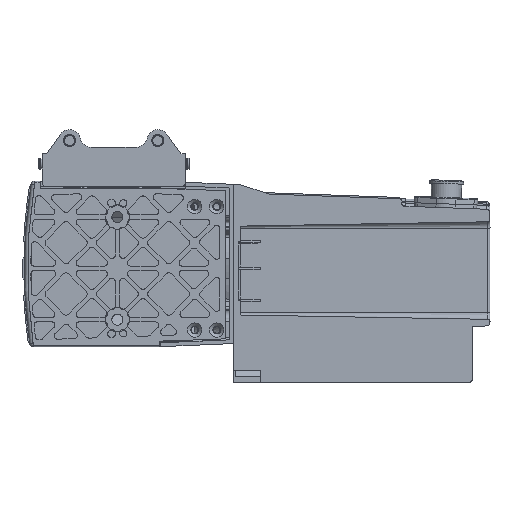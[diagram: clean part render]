
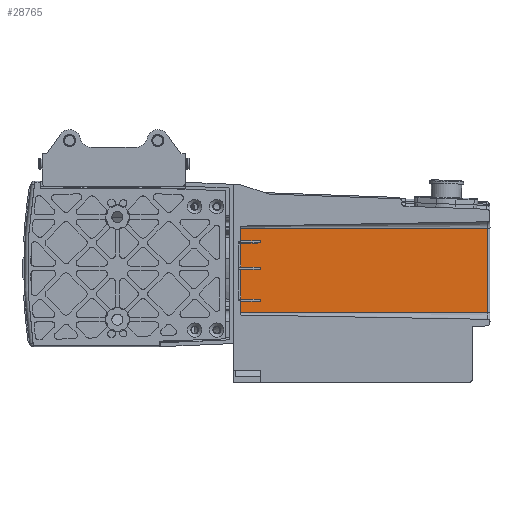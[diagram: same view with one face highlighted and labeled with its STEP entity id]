
A CAD part, front view. The second image highlights one B-rep face of the part: STEP entity #28765.
In plain terms, the highlighted planar face has unit normal (0.018, -1, 0).
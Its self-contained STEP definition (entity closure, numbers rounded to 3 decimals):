
#1510=PLANE('',#32148);
#3039=FACE_OUTER_BOUND('',#4802,.T.);
#4802=EDGE_LOOP('',(#25705,#25706,#25707,#25708,#25709,#25710,#25711,#25712,
#25713,#25714,#25715,#25716,#25717,#25718,#25719,#25720));
#6751=LINE('',#71901,#8872);
#6753=LINE('',#71910,#8874);
#6757=LINE('',#71918,#8878);
#6764=LINE('',#71932,#8885);
#6766=LINE('',#71935,#8887);
#6767=LINE('',#71938,#8888);
#6772=LINE('',#71949,#8893);
#6776=LINE('',#71956,#8897);
#6777=LINE('',#71959,#8898);
#6781=LINE('',#71967,#8902);
#6786=LINE('',#71976,#8907);
#6787=LINE('',#71978,#8908);
#6788=LINE('',#71980,#8909);
#6789=LINE('',#71982,#8910);
#6790=LINE('',#71983,#8911);
#6791=LINE('',#71984,#8912);
#8872=VECTOR('',#40465,1000.);
#8874=VECTOR('',#40473,10.);
#8878=VECTOR('',#40479,1000.);
#8885=VECTOR('',#40488,1000.);
#8887=VECTOR('',#40492,10.);
#8888=VECTOR('',#40495,10.);
#8893=VECTOR('',#40502,1000.);
#8897=VECTOR('',#40508,10.);
#8898=VECTOR('',#40511,10.);
#8902=VECTOR('',#40517,1000.);
#8907=VECTOR('',#40524,10.);
#8908=VECTOR('',#40527,1000.);
#8909=VECTOR('',#40528,1000.);
#8910=VECTOR('',#40529,1000.);
#8911=VECTOR('',#40530,1000.);
#8912=VECTOR('',#40531,1000.);
#13551=VERTEX_POINT('',#71899);
#13552=VERTEX_POINT('',#71900);
#13555=VERTEX_POINT('',#71908);
#13556=VERTEX_POINT('',#71909);
#13559=VERTEX_POINT('',#71917);
#13562=VERTEX_POINT('',#71925);
#13565=VERTEX_POINT('',#71930);
#13566=VERTEX_POINT('',#71937);
#13570=VERTEX_POINT('',#71946);
#13571=VERTEX_POINT('',#71948);
#13573=VERTEX_POINT('',#71954);
#13574=VERTEX_POINT('',#71958);
#13577=VERTEX_POINT('',#71966);
#13580=VERTEX_POINT('',#71974);
#13581=VERTEX_POINT('',#71979);
#13582=VERTEX_POINT('',#71981);
#17662=EDGE_CURVE('',#13551,#13552,#6751,.T.);
#17666=EDGE_CURVE('',#13555,#13556,#6753,.T.);
#17670=EDGE_CURVE('',#13556,#13559,#6757,.T.);
#17677=EDGE_CURVE('',#13565,#13562,#6764,.T.);
#17679=EDGE_CURVE('',#13559,#13565,#6766,.T.);
#17680=EDGE_CURVE('',#13562,#13566,#6767,.T.);
#17685=EDGE_CURVE('',#13570,#13571,#6772,.T.);
#17689=EDGE_CURVE('',#13573,#13570,#6776,.T.);
#17690=EDGE_CURVE('',#13571,#13574,#6777,.T.);
#17694=EDGE_CURVE('',#13574,#13577,#6781,.T.);
#17699=EDGE_CURVE('',#13577,#13580,#6786,.T.);
#17700=EDGE_CURVE('',#13552,#13555,#6787,.T.);
#17701=EDGE_CURVE('',#13551,#13581,#6788,.T.);
#17702=EDGE_CURVE('',#13582,#13581,#6789,.T.);
#17703=EDGE_CURVE('',#13580,#13582,#6790,.T.);
#17704=EDGE_CURVE('',#13566,#13573,#6791,.T.);
#25705=ORIENTED_EDGE('',*,*,#17679,.F.);
#25706=ORIENTED_EDGE('',*,*,#17670,.F.);
#25707=ORIENTED_EDGE('',*,*,#17666,.F.);
#25708=ORIENTED_EDGE('',*,*,#17700,.F.);
#25709=ORIENTED_EDGE('',*,*,#17662,.F.);
#25710=ORIENTED_EDGE('',*,*,#17701,.T.);
#25711=ORIENTED_EDGE('',*,*,#17702,.F.);
#25712=ORIENTED_EDGE('',*,*,#17703,.F.);
#25713=ORIENTED_EDGE('',*,*,#17699,.F.);
#25714=ORIENTED_EDGE('',*,*,#17694,.F.);
#25715=ORIENTED_EDGE('',*,*,#17690,.F.);
#25716=ORIENTED_EDGE('',*,*,#17685,.F.);
#25717=ORIENTED_EDGE('',*,*,#17689,.F.);
#25718=ORIENTED_EDGE('',*,*,#17704,.F.);
#25719=ORIENTED_EDGE('',*,*,#17680,.F.);
#25720=ORIENTED_EDGE('',*,*,#17677,.F.);
#28765=ADVANCED_FACE('',(#3039),#1510,.F.);
#32148=AXIS2_PLACEMENT_3D('',#71977,#40525,#40526);
#40465=DIRECTION('',(-1.,-0.017,0.));
#40473=DIRECTION('',(1.,0.017,0.01));
#40479=DIRECTION('',(0.,0.,1.));
#40488=DIRECTION('',(0.,0.,1.));
#40492=DIRECTION('',(-1.,-0.017,0.01));
#40495=DIRECTION('',(1.,0.017,0.01));
#40502=DIRECTION('',(0.,0.,1.));
#40508=DIRECTION('',(-1.,-0.017,0.01));
#40511=DIRECTION('',(1.,0.017,0.01));
#40517=DIRECTION('',(0.,0.,1.));
#40524=DIRECTION('',(-1.,-0.017,0.01));
#40525=DIRECTION('center_axis',(-0.017,1.,0.));
#40526=DIRECTION('ref_axis',(-1.,-0.017,0.));
#40527=DIRECTION('',(0.,0.,1.));
#40528=DIRECTION('',(0.,0.,1.));
#40529=DIRECTION('',(1.,0.017,0.));
#40530=DIRECTION('',(0.,0.,1.));
#40531=DIRECTION('',(0.,0.,1.));
#71899=CARTESIAN_POINT('',(331.083,-54.797,-44.3));
#71900=CARTESIAN_POINT('',(107.049,-58.708,-44.3));
#71901=CARTESIAN_POINT('',(219.066,-56.752,-44.3));
#71908=CARTESIAN_POINT('',(107.049,-58.708,-34.177));
#71909=CARTESIAN_POINT('',(124.689,-58.4,-34.));
#71910=CARTESIAN_POINT('',(107.049,-58.708,-34.177));
#71917=CARTESIAN_POINT('',(124.689,-58.4,-32.));
#71918=CARTESIAN_POINT('',(124.689,-58.4,-6.));
#71925=CARTESIAN_POINT('',(107.049,-58.708,-5.177));
#71930=CARTESIAN_POINT('',(107.049,-58.708,-31.823));
#71932=CARTESIAN_POINT('',(107.049,-58.708,-6.));
#71935=CARTESIAN_POINT('',(124.689,-58.4,-32.));
#71937=CARTESIAN_POINT('',(124.689,-58.4,-5.));
#71938=CARTESIAN_POINT('',(107.049,-58.708,-5.177));
#71946=CARTESIAN_POINT('',(107.049,-58.708,-2.823));
#71948=CARTESIAN_POINT('',(107.049,-58.708,18.823));
#71949=CARTESIAN_POINT('',(107.049,-58.708,-6.));
#71954=CARTESIAN_POINT('',(124.689,-58.4,-3.));
#71956=CARTESIAN_POINT('',(124.689,-58.4,-3.));
#71958=CARTESIAN_POINT('',(124.689,-58.4,19.));
#71959=CARTESIAN_POINT('',(107.049,-58.708,18.823));
#71966=CARTESIAN_POINT('',(124.689,-58.4,21.));
#71967=CARTESIAN_POINT('',(124.689,-58.4,-6.));
#71974=CARTESIAN_POINT('',(107.049,-58.708,21.177));
#71976=CARTESIAN_POINT('',(124.689,-58.4,21.));
#71977=CARTESIAN_POINT('Origin',(331.083,-54.797,-44.3));
#71978=CARTESIAN_POINT('',(107.049,-58.708,-39.65));
#71979=CARTESIAN_POINT('',(331.083,-54.797,32.3));
#71980=CARTESIAN_POINT('',(331.083,-54.797,-6.));
#71981=CARTESIAN_POINT('',(107.049,-58.708,32.3));
#71982=CARTESIAN_POINT('',(219.066,-56.752,32.3));
#71983=CARTESIAN_POINT('',(107.049,-58.708,27.15));
#71984=CARTESIAN_POINT('',(124.689,-58.4,-4.));
